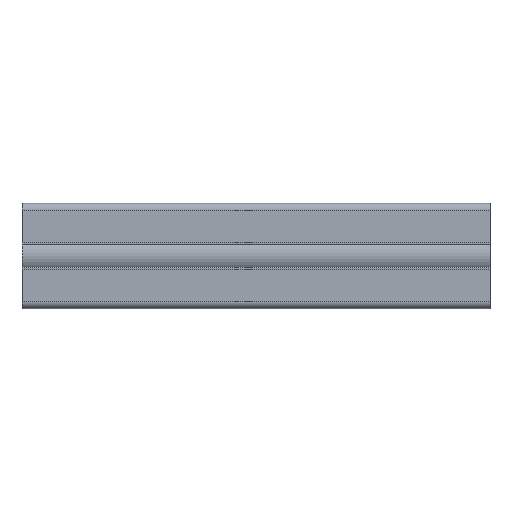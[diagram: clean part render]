
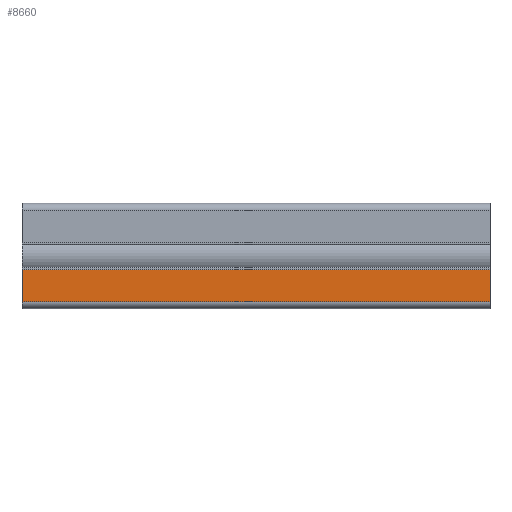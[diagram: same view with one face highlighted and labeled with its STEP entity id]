
A CAD part, front view. The second image highlights one B-rep face of the part: STEP entity #8660.
In plain terms, the highlighted planar face has unit normal (0, -1, 0).
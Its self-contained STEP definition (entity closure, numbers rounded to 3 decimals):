
#73 = PLANE('',#74);
#74 = AXIS2_PLACEMENT_3D('',#75,#76,#77);
#75 = CARTESIAN_POINT('',(0.,0.,0.));
#76 = DIRECTION('',(-1.,0.,0.));
#77 = DIRECTION('',(0.,0.,1.));
#132 = PLANE('',#133);
#133 = AXIS2_PLACEMENT_3D('',#134,#135,#136);
#134 = CARTESIAN_POINT('',(200.,0.,0.)
  );
#135 = DIRECTION('',(-1.,0.,0.));
#136 = DIRECTION('',(0.,0.,1.));
#1969 = VERTEX_POINT('',#1970);
#1970 = CARTESIAN_POINT('',(200.,-22.5,-5.8));
#1984 = PLANE('',#1985);
#1985 = AXIS2_PLACEMENT_3D('',#1986,#1987,#1988);
#1986 = CARTESIAN_POINT('',(0.,-21.75,-5.8));
#1987 = DIRECTION('',(0.,0.,1.));
#1988 = DIRECTION('',(1.,0.,-0.));
#1996 = EDGE_CURVE('',#1997,#1969,#1999,.T.);
#1997 = VERTEX_POINT('',#1998);
#1998 = CARTESIAN_POINT('',(200.,-22.5,-19.5));
#1999 = SURFACE_CURVE('',#2000,(#2004,#2011),.PCURVE_S1.);
#2000 = LINE('',#2001,#2002);
#2001 = CARTESIAN_POINT('',(200.,-22.5,-19.5));
#2002 = VECTOR('',#2003,1.);
#2003 = DIRECTION('',(0.,0.,1.));
#2004 = PCURVE('',#132,#2005);
#2005 = DEFINITIONAL_REPRESENTATION('',(#2006),#2010);
#2006 = LINE('',#2007,#2008);
#2007 = CARTESIAN_POINT('',(-19.5,-22.5));
#2008 = VECTOR('',#2009,1.);
#2009 = DIRECTION('',(1.,0.));
#2010 = ( GEOMETRIC_REPRESENTATION_CONTEXT(2) 
PARAMETRIC_REPRESENTATION_CONTEXT() REPRESENTATION_CONTEXT('2D SPACE',''
  ) );
#2011 = PCURVE('',#2012,#2017);
#2012 = PLANE('',#2013);
#2013 = AXIS2_PLACEMENT_3D('',#2014,#2015,#2016);
#2014 = CARTESIAN_POINT('',(0.,-22.5,-12.65));
#2015 = DIRECTION('',(0.,-1.,0.));
#2016 = DIRECTION('',(0.,0.,-1.));
#2017 = DEFINITIONAL_REPRESENTATION('',(#2018),#2022);
#2018 = LINE('',#2019,#2020);
#2019 = CARTESIAN_POINT('',(6.85,200.));
#2020 = VECTOR('',#2021,1.);
#2021 = DIRECTION('',(-1.,0.));
#2022 = ( GEOMETRIC_REPRESENTATION_CONTEXT(2) 
PARAMETRIC_REPRESENTATION_CONTEXT() REPRESENTATION_CONTEXT('2D SPACE',''
  ) );
#2041 = CYLINDRICAL_SURFACE('',#2042,3.);
#2042 = AXIS2_PLACEMENT_3D('',#2043,#2044,#2045);
#2043 = CARTESIAN_POINT('',(0.,-19.5,-19.5));
#2044 = DIRECTION('',(1.,-0.,-0.));
#2045 = DIRECTION('',(0.,0.,1.));
#4284 = VERTEX_POINT('',#4285);
#4285 = CARTESIAN_POINT('',(0.,-22.5,-19.5));
#4307 = EDGE_CURVE('',#4284,#4308,#4310,.T.);
#4308 = VERTEX_POINT('',#4309);
#4309 = CARTESIAN_POINT('',(0.,-22.5,-5.8));
#4310 = SURFACE_CURVE('',#4311,(#4315,#4322),.PCURVE_S1.);
#4311 = LINE('',#4312,#4313);
#4312 = CARTESIAN_POINT('',(0.,-22.5,-19.5));
#4313 = VECTOR('',#4314,1.);
#4314 = DIRECTION('',(0.,0.,1.));
#4315 = PCURVE('',#73,#4316);
#4316 = DEFINITIONAL_REPRESENTATION('',(#4317),#4321);
#4317 = LINE('',#4318,#4319);
#4318 = CARTESIAN_POINT('',(-19.5,-22.5));
#4319 = VECTOR('',#4320,1.);
#4320 = DIRECTION('',(1.,0.));
#4321 = ( GEOMETRIC_REPRESENTATION_CONTEXT(2) 
PARAMETRIC_REPRESENTATION_CONTEXT() REPRESENTATION_CONTEXT('2D SPACE',''
  ) );
#4322 = PCURVE('',#2012,#4323);
#4323 = DEFINITIONAL_REPRESENTATION('',(#4324),#4328);
#4324 = LINE('',#4325,#4326);
#4325 = CARTESIAN_POINT('',(6.85,0.));
#4326 = VECTOR('',#4327,1.);
#4327 = DIRECTION('',(-1.,0.));
#4328 = ( GEOMETRIC_REPRESENTATION_CONTEXT(2) 
PARAMETRIC_REPRESENTATION_CONTEXT() REPRESENTATION_CONTEXT('2D SPACE',''
  ) );
#8638 = EDGE_CURVE('',#4284,#1997,#8639,.T.);
#8639 = SURFACE_CURVE('',#8640,(#8644,#8651),.PCURVE_S1.);
#8640 = LINE('',#8641,#8642);
#8641 = CARTESIAN_POINT('',(0.,-22.5,-19.5));
#8642 = VECTOR('',#8643,1.);
#8643 = DIRECTION('',(1.,0.,0.));
#8644 = PCURVE('',#2041,#8645);
#8645 = DEFINITIONAL_REPRESENTATION('',(#8646),#8650);
#8646 = LINE('',#8647,#8648);
#8647 = CARTESIAN_POINT('',(1.571,0.));
#8648 = VECTOR('',#8649,1.);
#8649 = DIRECTION('',(0.,1.));
#8650 = ( GEOMETRIC_REPRESENTATION_CONTEXT(2) 
PARAMETRIC_REPRESENTATION_CONTEXT() REPRESENTATION_CONTEXT('2D SPACE',''
  ) );
#8651 = PCURVE('',#2012,#8652);
#8652 = DEFINITIONAL_REPRESENTATION('',(#8653),#8657);
#8653 = LINE('',#8654,#8655);
#8654 = CARTESIAN_POINT('',(6.85,0.));
#8655 = VECTOR('',#8656,1.);
#8656 = DIRECTION('',(0.,1.));
#8657 = ( GEOMETRIC_REPRESENTATION_CONTEXT(2) 
PARAMETRIC_REPRESENTATION_CONTEXT() REPRESENTATION_CONTEXT('2D SPACE',''
  ) );
#8660 = ADVANCED_FACE('',(#8661),#2012,.T.);
#8661 = FACE_BOUND('',#8662,.T.);
#8662 = EDGE_LOOP('',(#8663,#8664,#8685,#8686));
#8663 = ORIENTED_EDGE('',*,*,#1996,.T.);
#8664 = ORIENTED_EDGE('',*,*,#8665,.F.);
#8665 = EDGE_CURVE('',#4308,#1969,#8666,.T.);
#8666 = SURFACE_CURVE('',#8667,(#8671,#8678),.PCURVE_S1.);
#8667 = LINE('',#8668,#8669);
#8668 = CARTESIAN_POINT('',(0.,-22.5,-5.8));
#8669 = VECTOR('',#8670,1.);
#8670 = DIRECTION('',(1.,0.,0.));
#8671 = PCURVE('',#2012,#8672);
#8672 = DEFINITIONAL_REPRESENTATION('',(#8673),#8677);
#8673 = LINE('',#8674,#8675);
#8674 = CARTESIAN_POINT('',(-6.85,0.));
#8675 = VECTOR('',#8676,1.);
#8676 = DIRECTION('',(0.,1.));
#8677 = ( GEOMETRIC_REPRESENTATION_CONTEXT(2) 
PARAMETRIC_REPRESENTATION_CONTEXT() REPRESENTATION_CONTEXT('2D SPACE',''
  ) );
#8678 = PCURVE('',#1984,#8679);
#8679 = DEFINITIONAL_REPRESENTATION('',(#8680),#8684);
#8680 = LINE('',#8681,#8682);
#8681 = CARTESIAN_POINT('',(0.,-0.75));
#8682 = VECTOR('',#8683,1.);
#8683 = DIRECTION('',(1.,0.));
#8684 = ( GEOMETRIC_REPRESENTATION_CONTEXT(2) 
PARAMETRIC_REPRESENTATION_CONTEXT() REPRESENTATION_CONTEXT('2D SPACE',''
  ) );
#8685 = ORIENTED_EDGE('',*,*,#4307,.F.);
#8686 = ORIENTED_EDGE('',*,*,#8638,.T.);
